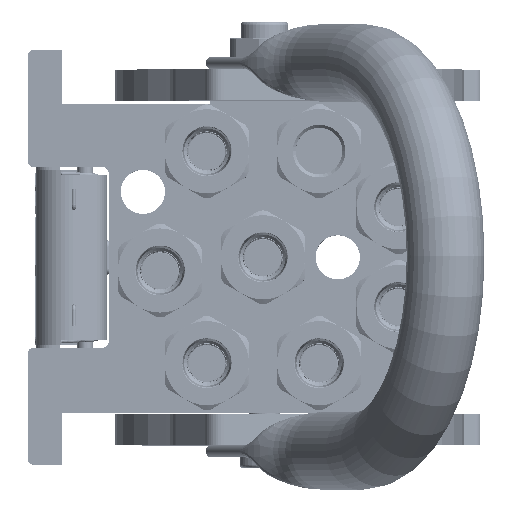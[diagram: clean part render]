
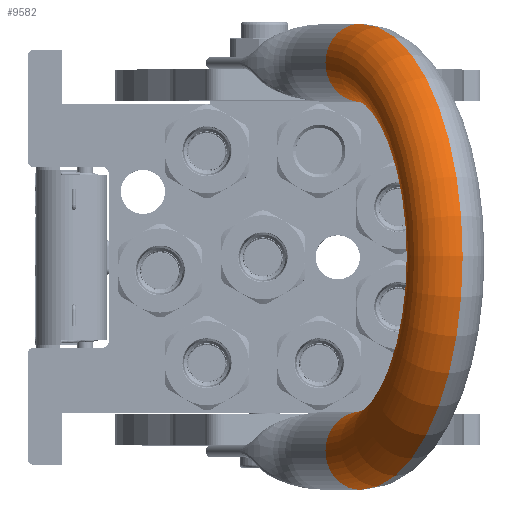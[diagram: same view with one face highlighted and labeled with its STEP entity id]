
A CAD part, top view. The second image highlights one B-rep face of the part: STEP entity #9582.
In plain terms, the highlighted toroidal (fillet/blend) face has major radius 62.25 mm and minor radius 12.5 mm.
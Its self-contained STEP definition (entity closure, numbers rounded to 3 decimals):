
#369 = DIRECTION ( 'NONE',  ( 0., 1., 0. ) ) ;
#1296 = DIRECTION ( 'NONE',  ( 0., 0., -1. ) ) ;
#3307 = CARTESIAN_POINT ( 'NONE',  ( 74.75, 0., 25.25 ) ) ;
#4905 = AXIS2_PLACEMENT_3D ( 'NONE', #87407, #129350, #114910 ) ;
#9582 = ADVANCED_FACE ( 'NONE', ( #28938 ), #66511, .T. ) ;
#10957 = ORIENTED_EDGE ( 'NONE', *, *, #84690, .T. ) ;
#14536 = CARTESIAN_POINT ( 'NONE',  ( -74.75, 0., 25.25 ) ) ;
#17842 = CARTESIAN_POINT ( 'NONE',  ( -62.25, 0., 25.25 ) ) ;
#19122 = AXIS2_PLACEMENT_3D ( 'NONE', #17842, #95697, #106682 ) ;
#23082 = CARTESIAN_POINT ( 'NONE',  ( 0., 0., 25.25 ) ) ;
#24546 = ORIENTED_EDGE ( 'NONE', *, *, #89430, .F. ) ;
#28938 = FACE_OUTER_BOUND ( 'NONE', #35993, .T. ) ;
#35543 = DIRECTION ( 'NONE',  ( -1., 0., 0. ) ) ;
#35993 = EDGE_LOOP ( 'NONE', ( #10957, #24546, #43387, #140215 ) ) ;
#39583 = AXIS2_PLACEMENT_3D ( 'NONE', #23082, #57539, #35543 ) ;
#43387 = ORIENTED_EDGE ( 'NONE', *, *, #140664, .F. ) ;
#44331 = CIRCLE ( 'NONE', #98551, 12.5 ) ;
#46064 = EDGE_CURVE ( 'NONE', #130965, #53692, #126304, .T. ) ;
#50262 = VERTEX_POINT ( 'NONE', #111570 ) ;
#53692 = VERTEX_POINT ( 'NONE', #82443 ) ;
#57539 = DIRECTION ( 'NONE',  ( 0., 1., 0. ) ) ;
#66511 = TOROIDAL_SURFACE ( 'NONE', #4905, 62.25, 12.5 ) ;
#75851 = CARTESIAN_POINT ( 'NONE',  ( 0., 0., 25.25 ) ) ;
#82443 = CARTESIAN_POINT ( 'NONE',  ( -49.75, 0., 25.25 ) ) ;
#84690 = EDGE_CURVE ( 'NONE', #53692, #50262, #90211, .T. ) ;
#87407 = CARTESIAN_POINT ( 'NONE',  ( 0., 0., 25.25 ) ) ;
#89188 = CARTESIAN_POINT ( 'NONE',  ( 62.25, 0., 25.25 ) ) ;
#89430 = EDGE_CURVE ( 'NONE', #136947, #50262, #44331, .T. ) ;
#89675 = DIRECTION ( 'NONE',  ( 1., 0., 0. ) ) ;
#90211 = CIRCLE ( 'NONE', #39583, 49.75 ) ;
#94022 = CIRCLE ( 'NONE', #111796, 74.75 ) ;
#95697 = DIRECTION ( 'NONE',  ( 0., 0., 1. ) ) ;
#98551 = AXIS2_PLACEMENT_3D ( 'NONE', #89188, #1296, #89675 ) ;
#106682 = DIRECTION ( 'NONE',  ( -1., 0., 0. ) ) ;
#111570 = CARTESIAN_POINT ( 'NONE',  ( 49.75, 0., 25.25 ) ) ;
#111796 = AXIS2_PLACEMENT_3D ( 'NONE', #75851, #369, #141718 ) ;
#114910 = DIRECTION ( 'NONE',  ( 1., 0., 0. ) ) ;
#126304 = CIRCLE ( 'NONE', #19122, 12.5 ) ;
#129350 = DIRECTION ( 'NONE',  ( 0., 1., 0. ) ) ;
#130965 = VERTEX_POINT ( 'NONE', #14536 ) ;
#136947 = VERTEX_POINT ( 'NONE', #3307 ) ;
#140215 = ORIENTED_EDGE ( 'NONE', *, *, #46064, .T. ) ;
#140664 = EDGE_CURVE ( 'NONE', #130965, #136947, #94022, .T. ) ;
#141718 = DIRECTION ( 'NONE',  ( -1., 0., 0. ) ) ;
